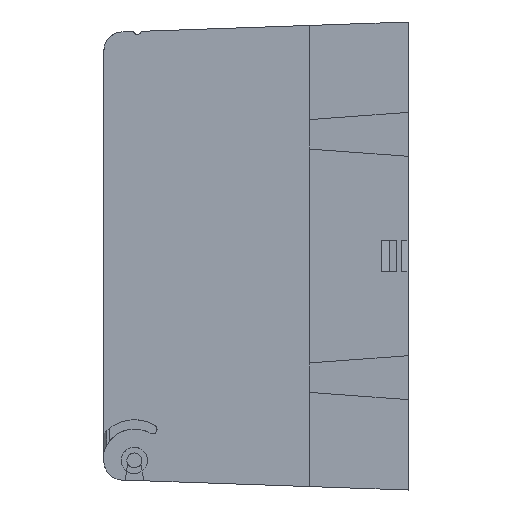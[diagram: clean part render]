
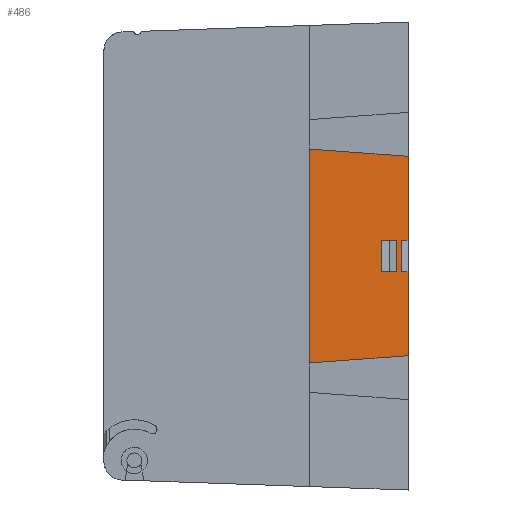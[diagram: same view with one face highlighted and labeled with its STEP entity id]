
A CAD part, left-side view. The second image highlights one B-rep face of the part: STEP entity #486.
In plain terms, the highlighted planar face has unit normal (1, 0, 0).
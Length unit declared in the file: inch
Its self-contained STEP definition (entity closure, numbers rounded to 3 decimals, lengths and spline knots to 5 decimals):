
#350 = VERTEX_POINT ( 'NONE', #29869 ) ;
#486 = ADVANCED_FACE ( 'NONE', ( #16356, #29362 ), #32926, .F. ) ;
#1454 = DIRECTION ( 'NONE',  ( 0., 1., 0. ) ) ;
#1578 = VECTOR ( 'NONE', #24316, 39.37008 ) ;
#2622 = ORIENTED_EDGE ( 'NONE', *, *, #15808, .F. ) ;
#3494 = CARTESIAN_POINT ( 'NONE',  ( -2.6392, -1.555, -2.21333 ) ) ;
#4204 = ORIENTED_EDGE ( 'NONE', *, *, #28195, .F. ) ;
#4850 = B_SPLINE_CURVE_WITH_KNOTS ( 'NONE', 1,
 ( #6546, #14283 ),
 .UNSPECIFIED., .F., .F.,
 ( 2, 2 ),
 ( 0., 1. ),
 .UNSPECIFIED. ) ;
#4928 = CARTESIAN_POINT ( 'NONE',  ( -2.6392, -1.3934, -2.21333 ) ) ;
#5026 = LINE ( 'NONE', #10288, #11910 ) ;
#5097 = EDGE_CURVE ( 'NONE', #27373, #26209, #21534, .T. ) ;
#5211 = ORIENTED_EDGE ( 'NONE', *, *, #8622, .F. ) ;
#5307 = B_SPLINE_CURVE_WITH_KNOTS ( 'NONE', 1,
 ( #33395, #15198 ),
 .UNSPECIFIED., .F., .F.,
 ( 2, 2 ),
 ( 0., 1. ),
 .UNSPECIFIED. ) ;
#5895 = LINE ( 'NONE', #6642, #6716 ) ;
#6441 = VECTOR ( 'NONE', #20501, 39.37008 ) ;
#6546 = CARTESIAN_POINT ( 'NONE',  ( -2.6392, -1.675, -1.065 ) ) ;
#6642 = CARTESIAN_POINT ( 'NONE',  ( -2.6392, -1.675, 1.065 ) ) ;
#6680 = EDGE_CURVE ( 'NONE', #26209, #13063, #22931, .T. ) ;
#6706 = VECTOR ( 'NONE', #9967, 39.37008 ) ;
#6716 = VECTOR ( 'NONE', #9250, 39.37008 ) ;
#6927 = LINE ( 'NONE', #17343, #19952 ) ;
#7342 = CARTESIAN_POINT ( 'NONE',  ( -2.6392, -0.625, -4.87979 ) ) ;
#7448 = CARTESIAN_POINT ( 'NONE',  ( -2.6392, -0.625, -0.17 ) ) ;
#7552 = DIRECTION ( 'NONE',  ( 0., 0., 1. ) ) ;
#8622 = EDGE_CURVE ( 'NONE', #10361, #23142, #18269, .T. ) ;
#8804 = ORIENTED_EDGE ( 'NONE', *, *, #17582, .F. ) ;
#8889 = VERTEX_POINT ( 'NONE', #31258 ) ;
#9237 = ORIENTED_EDGE ( 'NONE', *, *, #19134, .F. ) ;
#9250 = DIRECTION ( 'NONE',  ( 0., 0.997, 0.074 ) ) ;
#9967 = DIRECTION ( 'NONE',  ( 0., 0., -1. ) ) ;
#10000 = VERTEX_POINT ( 'NONE', #28114 ) ;
#10271 = VERTEX_POINT ( 'NONE', #26871 ) ;
#10288 = CARTESIAN_POINT ( 'NONE',  ( -2.6392, -0.625, 0.17 ) ) ;
#10361 = VERTEX_POINT ( 'NONE', #33076 ) ;
#10387 = EDGE_CURVE ( 'NONE', #350, #10271, #13612, .T. ) ;
#10908 = VECTOR ( 'NONE', #32148, 39.37008 ) ;
#11910 = VECTOR ( 'NONE', #25913, 39.37008 ) ;
#11936 = EDGE_CURVE ( 'NONE', #10271, #25110, #6927, .T. ) ;
#12423 = CARTESIAN_POINT ( 'NONE',  ( -2.6392, -1.675, 1.065 ) ) ;
#13063 = VERTEX_POINT ( 'NONE', #33064 ) ;
#13612 = LINE ( 'NONE', #7342, #6706 ) ;
#14283 = CARTESIAN_POINT ( 'NONE',  ( -2.6392, -1.675, -0.17 ) ) ;
#14441 = EDGE_LOOP ( 'NONE', ( #16975, #33645, #8804, #4204 ) ) ;
#15172 = ORIENTED_EDGE ( 'NONE', *, *, #10387, .F. ) ;
#15198 = CARTESIAN_POINT ( 'NONE',  ( -2.6392, -1.675, 1.065 ) ) ;
#15220 = VECTOR ( 'NONE', #18047, 39.37008 ) ;
#15300 = CARTESIAN_POINT ( 'NONE',  ( -2.6392, -0.625, -2.21333 ) ) ;
#15556 = VERTEX_POINT ( 'NONE', #33741 ) ;
#15808 = EDGE_CURVE ( 'NONE', #22299, #350, #5895, .T. ) ;
#16320 = VECTOR ( 'NONE', #20542, 39.37008 ) ;
#16356 = FACE_BOUND ( 'NONE', #14441, .T. ) ;
#16807 = CARTESIAN_POINT ( 'NONE',  ( -2.6392, -1.555, 0.17 ) ) ;
#16975 = ORIENTED_EDGE ( 'NONE', *, *, #6680, .F. ) ;
#17016 = AXIS2_PLACEMENT_3D ( 'NONE', #15300, #23131, #7552 ) ;
#17035 = CARTESIAN_POINT ( 'NONE',  ( -2.6392, -1.555, -0.17 ) ) ;
#17050 = LINE ( 'NONE', #26832, #10908 ) ;
#17343 = CARTESIAN_POINT ( 'NONE',  ( -2.6392, -0.625, -1.14282 ) ) ;
#17582 = EDGE_CURVE ( 'NONE', #15556, #27373, #5026, .T. ) ;
#17926 = CARTESIAN_POINT ( 'NONE',  ( -2.6392, -0.625, 0.17 ) ) ;
#18047 = DIRECTION ( 'NONE',  ( 0., 1., 0. ) ) ;
#18056 = CARTESIAN_POINT ( 'NONE',  ( -2.6392, -1.605, -0.17 ) ) ;
#18138 = CARTESIAN_POINT ( 'NONE',  ( -2.6392, -1.675, -1.065 ) ) ;
#18269 = LINE ( 'NONE', #30010, #31291 ) ;
#19134 = EDGE_CURVE ( 'NONE', #23142, #8889, #17050, .T. ) ;
#19952 = VECTOR ( 'NONE', #30417, 39.37008 ) ;
#20501 = DIRECTION ( 'NONE',  ( 0., 0., 1. ) ) ;
#20542 = DIRECTION ( 'NONE',  ( 0., -1., 0. ) ) ;
#20634 = EDGE_CURVE ( 'NONE', #10000, #22299, #5307, .T. ) ;
#21534 = LINE ( 'NONE', #3494, #1578 ) ;
#22299 = VERTEX_POINT ( 'NONE', #12423 ) ;
#22931 = LINE ( 'NONE', #7448, #15220 ) ;
#23131 = DIRECTION ( 'NONE',  ( -1., 0., 0. ) ) ;
#23142 = VERTEX_POINT ( 'NONE', #18056 ) ;
#23186 = LINE ( 'NONE', #17926, #16320 ) ;
#24316 = DIRECTION ( 'NONE',  ( 0., 0., -1. ) ) ;
#25110 = VERTEX_POINT ( 'NONE', #18138 ) ;
#25428 = EDGE_LOOP ( 'NONE', ( #5211, #28198, #32611, #15172, #2622, #29598, #26632, #9237 ) ) ;
#25913 = DIRECTION ( 'NONE',  ( 0., -1., 0. ) ) ;
#26209 = VERTEX_POINT ( 'NONE', #17035 ) ;
#26632 = ORIENTED_EDGE ( 'NONE', *, *, #33483, .F. ) ;
#26832 = CARTESIAN_POINT ( 'NONE',  ( -2.6392, -1.605, -2.21333 ) ) ;
#26871 = CARTESIAN_POINT ( 'NONE',  ( -2.6392, -0.625, -1.14282 ) ) ;
#27373 = VERTEX_POINT ( 'NONE', #16807 ) ;
#27476 = EDGE_CURVE ( 'NONE', #25110, #10361, #4850, .T. ) ;
#28114 = CARTESIAN_POINT ( 'NONE',  ( -2.6392, -1.675, 0.17 ) ) ;
#28195 = EDGE_CURVE ( 'NONE', #13063, #15556, #33287, .T. ) ;
#28198 = ORIENTED_EDGE ( 'NONE', *, *, #27476, .F. ) ;
#29362 = FACE_OUTER_BOUND ( 'NONE', #25428, .T. ) ;
#29598 = ORIENTED_EDGE ( 'NONE', *, *, #20634, .F. ) ;
#29869 = CARTESIAN_POINT ( 'NONE',  ( -2.6392, -0.625, 1.14282 ) ) ;
#30010 = CARTESIAN_POINT ( 'NONE',  ( -2.6392, -0.625, -0.17 ) ) ;
#30417 = DIRECTION ( 'NONE',  ( 0., -0.997, 0.074 ) ) ;
#31258 = CARTESIAN_POINT ( 'NONE',  ( -2.6392, -1.605, 0.17 ) ) ;
#31291 = VECTOR ( 'NONE', #1454, 39.37008 ) ;
#32148 = DIRECTION ( 'NONE',  ( 0., 0., 1. ) ) ;
#32611 = ORIENTED_EDGE ( 'NONE', *, *, #11936, .F. ) ;
#32926 = PLANE ( 'NONE',  #17016 ) ;
#33064 = CARTESIAN_POINT ( 'NONE',  ( -2.6392, -1.3934, -0.17 ) ) ;
#33076 = CARTESIAN_POINT ( 'NONE',  ( -2.6392, -1.675, -0.17 ) ) ;
#33287 = LINE ( 'NONE', #4928, #6441 ) ;
#33395 = CARTESIAN_POINT ( 'NONE',  ( -2.6392, -1.675, 0.17 ) ) ;
#33483 = EDGE_CURVE ( 'NONE', #8889, #10000, #23186, .T. ) ;
#33645 = ORIENTED_EDGE ( 'NONE', *, *, #5097, .F. ) ;
#33741 = CARTESIAN_POINT ( 'NONE',  ( -2.6392, -1.3934, 0.17 ) ) ;
